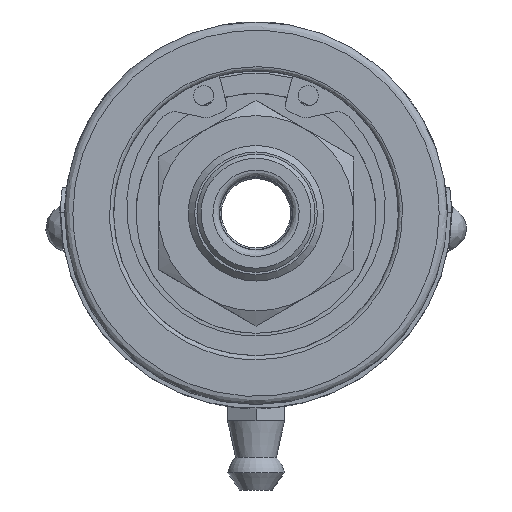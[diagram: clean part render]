
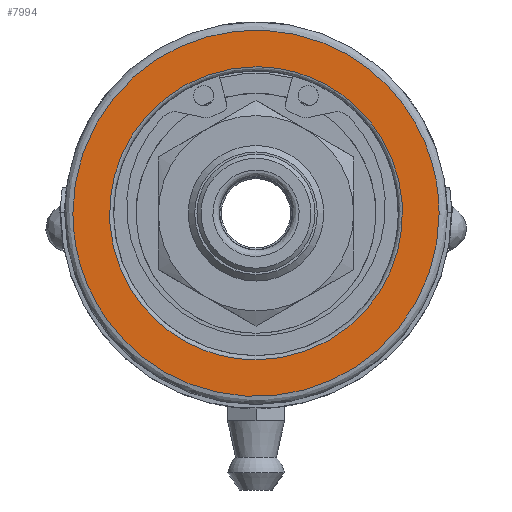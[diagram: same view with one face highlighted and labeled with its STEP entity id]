
A CAD part, front view. The second image highlights one B-rep face of the part: STEP entity #7994.
In plain terms, the highlighted planar face has unit normal (0, -1, 0).
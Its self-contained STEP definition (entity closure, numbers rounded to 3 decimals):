
#100 = CARTESIAN_POINT ( 'NONE',  ( 36., 0., 18. ) ) ;
#276 = EDGE_CURVE ( 'NONE', #6006, #11323, #8413, .T. ) ;
#1168 = CARTESIAN_POINT ( 'NONE',  ( 22.5, 0., 0. ) ) ;
#1386 = CARTESIAN_POINT ( 'NONE',  ( 22.5, 0., -45. ) ) ;
#1606 = ORIENTED_EDGE ( 'NONE', *, *, #7300, .F. ) ;
#2154 = FACE_BOUND ( 'NONE', #3451, .T. ) ;
#2960 = CARTESIAN_POINT ( 'NONE',  ( 0., 0., -18. ) ) ;
#3451 = EDGE_LOOP ( 'NONE', ( #1606, #10164 ) ) ;
#3621 = CARTESIAN_POINT ( 'NONE',  ( 0., 0., -18. ) ) ;
#3659 = CARTESIAN_POINT ( 'NONE',  ( 36., 0., -18. ) ) ;
#3685 = EDGE_CURVE ( 'NONE', #11323, #6006, #7790, .T. ) ;
#3947 =( BOUNDED_CURVE ( )  B_SPLINE_CURVE ( 3, ( #3621, #3659, #100, #11035 ),
 .UNSPECIFIED., .F., .F. ) 
 B_SPLINE_CURVE_WITH_KNOTS ( ( 4, 4 ),
 ( 0., 1. ),
 .UNSPECIFIED. ) 
 CURVE ( )  GEOMETRIC_REPRESENTATION_ITEM ( )  RATIONAL_B_SPLINE_CURVE ( ( 1., 0.333, 0.333, 1. ) ) 
 REPRESENTATION_ITEM ( '' )  );
#4724 = CARTESIAN_POINT ( 'NONE',  ( 22.5, 0., 45. ) ) ;
#4744 = CARTESIAN_POINT ( 'NONE',  ( -36., 0., 18. ) ) ;
#5266 = FACE_OUTER_BOUND ( 'NONE', #5790, .T. ) ;
#5679 = CARTESIAN_POINT ( 'NONE',  ( -36., 0., -18. ) ) ;
#5790 = EDGE_LOOP ( 'NONE', ( #9668, #7735 ) ) ;
#5893 = CARTESIAN_POINT ( 'NONE',  ( 0., 0., 0. ) ) ;
#6006 = VERTEX_POINT ( 'NONE', #6871 ) ;
#6084 = CARTESIAN_POINT ( 'NONE',  ( 0., 0., -18. ) ) ;
#6601 = VERTEX_POINT ( 'NONE', #10048 ) ;
#6774 = DIRECTION ( 'NONE',  ( 0., 1., 0. ) ) ;
#6848 = DIRECTION ( 'NONE',  ( 0., 0., 1. ) ) ;
#6871 = CARTESIAN_POINT ( 'NONE',  ( -22.5, 0., 0. ) ) ;
#7056 = VERTEX_POINT ( 'NONE', #6084 ) ;
#7300 = EDGE_CURVE ( 'NONE', #7056, #6601, #3947, .T. ) ;
#7646 = CARTESIAN_POINT ( 'NONE',  ( 22.5, 0., 0. ) ) ;
#7735 = ORIENTED_EDGE ( 'NONE', *, *, #276, .F. ) ;
#7790 =( BOUNDED_CURVE ( )  B_SPLINE_CURVE ( 3, ( #8596, #1386, #9514, #10373 ),
 .UNSPECIFIED., .F., .T. ) 
 B_SPLINE_CURVE_WITH_KNOTS ( ( 4, 4 ),
 ( 0., 1. ),
 .UNSPECIFIED. ) 
 CURVE ( )  GEOMETRIC_REPRESENTATION_ITEM ( )  RATIONAL_B_SPLINE_CURVE ( ( 1., 0.333, 0.333, 1. ) ) 
 REPRESENTATION_ITEM ( '' )  );
#7994 = ADVANCED_FACE ( 'NONE', ( #2154, #5266 ), #11490, .F. ) ;
#8291 = CARTESIAN_POINT ( 'NONE',  ( -22.5, 0., 0. ) ) ;
#8413 =( BOUNDED_CURVE ( )  B_SPLINE_CURVE ( 3, ( #8291, #10106, #4724, #1168 ),
 .UNSPECIFIED., .F., .F. ) 
 B_SPLINE_CURVE_WITH_KNOTS ( ( 4, 4 ),
 ( 0., 1. ),
 .UNSPECIFIED. ) 
 CURVE ( )  GEOMETRIC_REPRESENTATION_ITEM ( )  RATIONAL_B_SPLINE_CURVE ( ( 1., 0.333, 0.333, 1. ) ) 
 REPRESENTATION_ITEM ( '' )  );
#8596 = CARTESIAN_POINT ( 'NONE',  ( 22.5, 0., 0. ) ) ;
#9514 = CARTESIAN_POINT ( 'NONE',  ( -22.5, 0., -45. ) ) ;
#9668 = ORIENTED_EDGE ( 'NONE', *, *, #3685, .F. ) ;
#10048 = CARTESIAN_POINT ( 'NONE',  ( 0., 0., 18. ) ) ;
#10106 = CARTESIAN_POINT ( 'NONE',  ( -22.5, 0., 45. ) ) ;
#10164 = ORIENTED_EDGE ( 'NONE', *, *, #11259, .F. ) ;
#10201 = CARTESIAN_POINT ( 'NONE',  ( 0., 0., 18. ) ) ;
#10235 =( BOUNDED_CURVE ( )  B_SPLINE_CURVE ( 3, ( #10201, #4744, #5679, #2960 ),
 .UNSPECIFIED., .F., .F. ) 
 B_SPLINE_CURVE_WITH_KNOTS ( ( 4, 4 ),
 ( 0., 1. ),
 .UNSPECIFIED. ) 
 CURVE ( )  GEOMETRIC_REPRESENTATION_ITEM ( )  RATIONAL_B_SPLINE_CURVE ( ( 1., 0.333, 0.333, 1. ) ) 
 REPRESENTATION_ITEM ( '' )  );
#10373 = CARTESIAN_POINT ( 'NONE',  ( -22.5, 0., 0. ) ) ;
#10378 = AXIS2_PLACEMENT_3D ( 'NONE', #5893, #6774, #6848 ) ;
#11035 = CARTESIAN_POINT ( 'NONE',  ( 0., 0., 18. ) ) ;
#11259 = EDGE_CURVE ( 'NONE', #6601, #7056, #10235, .T. ) ;
#11323 = VERTEX_POINT ( 'NONE', #7646 ) ;
#11490 = PLANE ( 'NONE',  #10378 ) ;
